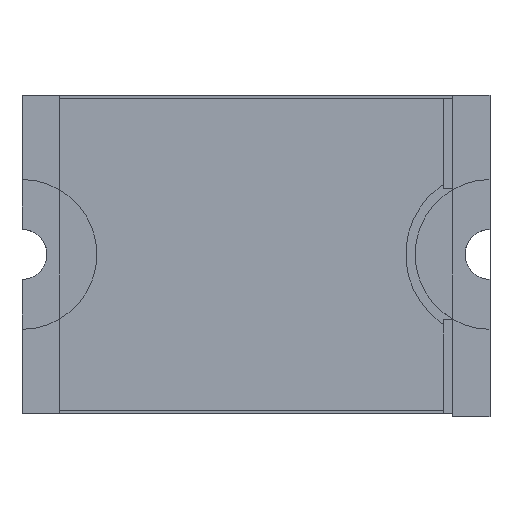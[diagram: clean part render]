
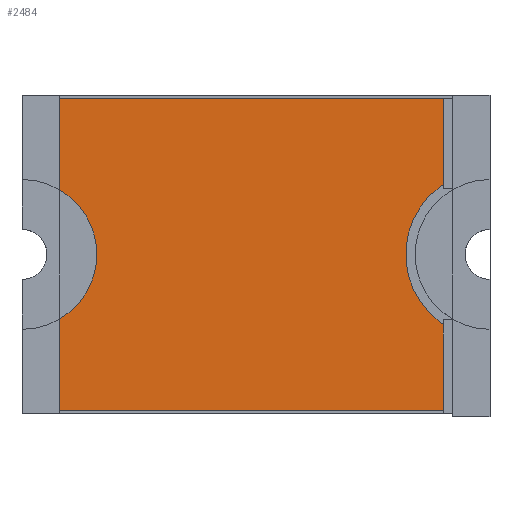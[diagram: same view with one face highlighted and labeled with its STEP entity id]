
A CAD part, top view. The second image highlights one B-rep face of the part: STEP entity #2484.
In plain terms, the highlighted planar face has unit normal (0, 0, 1).
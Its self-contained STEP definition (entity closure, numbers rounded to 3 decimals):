
#2295 = VERTEX_POINT('',#2296);
#2296 = CARTESIAN_POINT('',(-3.15,-2.5,0.885));
#2303 = PLANE('',#2304);
#2304 = AXIS2_PLACEMENT_3D('',#2305,#2306,#2307);
#2305 = CARTESIAN_POINT('',(-3.15,-2.5,0.88));
#2306 = DIRECTION('',(1.,0.,0.));
#2307 = DIRECTION('',(0.,0.,1.));
#2315 = PLANE('',#2316);
#2316 = AXIS2_PLACEMENT_3D('',#2317,#2318,#2319);
#2317 = CARTESIAN_POINT('',(-3.15,-2.5,0.88));
#2318 = DIRECTION('',(0.,1.,0.));
#2319 = DIRECTION('',(0.,0.,1.));
#2356 = VERTEX_POINT('',#2357);
#2357 = CARTESIAN_POINT('',(-3.15,2.5,0.885));
#2371 = PLANE('',#2372);
#2372 = AXIS2_PLACEMENT_3D('',#2373,#2374,#2375);
#2373 = CARTESIAN_POINT('',(-3.15,2.5,0.88));
#2374 = DIRECTION('',(0.,1.,0.));
#2375 = DIRECTION('',(0.,0.,1.));
#2383 = EDGE_CURVE('',#2295,#2356,#2384,.T.);
#2384 = SURFACE_CURVE('',#2385,(#2389,#2396),.PCURVE_S1.);
#2385 = LINE('',#2386,#2387);
#2386 = CARTESIAN_POINT('',(-3.15,-2.5,0.885));
#2387 = VECTOR('',#2388,1.);
#2388 = DIRECTION('',(0.,1.,0.));
#2389 = PCURVE('',#2303,#2390);
#2390 = DEFINITIONAL_REPRESENTATION('',(#2391),#2395);
#2391 = LINE('',#2392,#2393);
#2392 = CARTESIAN_POINT('',(0.005,0.));
#2393 = VECTOR('',#2394,1.);
#2394 = DIRECTION('',(0.,-1.));
#2395 = ( GEOMETRIC_REPRESENTATION_CONTEXT(2) 
PARAMETRIC_REPRESENTATION_CONTEXT() REPRESENTATION_CONTEXT('2D SPACE',''
  ) );
#2396 = PCURVE('',#2397,#2402);
#2397 = PLANE('',#2398);
#2398 = AXIS2_PLACEMENT_3D('',#2399,#2400,#2401);
#2399 = CARTESIAN_POINT('',(-3.15,-2.5,0.885));
#2400 = DIRECTION('',(0.,0.,1.));
#2401 = DIRECTION('',(1.,0.,0.));
#2402 = DEFINITIONAL_REPRESENTATION('',(#2403),#2407);
#2403 = LINE('',#2404,#2405);
#2404 = CARTESIAN_POINT('',(0.,0.));
#2405 = VECTOR('',#2406,1.);
#2406 = DIRECTION('',(0.,1.));
#2407 = ( GEOMETRIC_REPRESENTATION_CONTEXT(2) 
PARAMETRIC_REPRESENTATION_CONTEXT() REPRESENTATION_CONTEXT('2D SPACE',''
  ) );
#2436 = EDGE_CURVE('',#2295,#2437,#2439,.T.);
#2437 = VERTEX_POINT('',#2438);
#2438 = CARTESIAN_POINT('',(3.15,-2.5,0.885));
#2439 = SURFACE_CURVE('',#2440,(#2444,#2451),.PCURVE_S1.);
#2440 = LINE('',#2441,#2442);
#2441 = CARTESIAN_POINT('',(-3.15,-2.5,0.885));
#2442 = VECTOR('',#2443,1.);
#2443 = DIRECTION('',(1.,0.,0.));
#2444 = PCURVE('',#2315,#2445);
#2445 = DEFINITIONAL_REPRESENTATION('',(#2446),#2450);
#2446 = LINE('',#2447,#2448);
#2447 = CARTESIAN_POINT('',(0.005,0.));
#2448 = VECTOR('',#2449,1.);
#2449 = DIRECTION('',(0.,1.));
#2450 = ( GEOMETRIC_REPRESENTATION_CONTEXT(2) 
PARAMETRIC_REPRESENTATION_CONTEXT() REPRESENTATION_CONTEXT('2D SPACE',''
  ) );
#2451 = PCURVE('',#2397,#2452);
#2452 = DEFINITIONAL_REPRESENTATION('',(#2453),#2457);
#2453 = LINE('',#2454,#2455);
#2454 = CARTESIAN_POINT('',(0.,0.));
#2455 = VECTOR('',#2456,1.);
#2456 = DIRECTION('',(1.,0.));
#2457 = ( GEOMETRIC_REPRESENTATION_CONTEXT(2) 
PARAMETRIC_REPRESENTATION_CONTEXT() REPRESENTATION_CONTEXT('2D SPACE',''
  ) );
#2473 = PLANE('',#2474);
#2474 = AXIS2_PLACEMENT_3D('',#2475,#2476,#2477);
#2475 = CARTESIAN_POINT('',(3.15,-2.5,0.88));
#2476 = DIRECTION('',(1.,0.,0.));
#2477 = DIRECTION('',(0.,0.,1.));
#2484 = ADVANCED_FACE('',(#2485),#2397,.T.);
#2485 = FACE_BOUND('',#2486,.T.);
#2486 = EDGE_LOOP('',(#2487,#2510,#2511,#2512,#2535,#2568));
#2487 = ORIENTED_EDGE('',*,*,#2488,.F.);
#2488 = EDGE_CURVE('',#2356,#2489,#2491,.T.);
#2489 = VERTEX_POINT('',#2490);
#2490 = CARTESIAN_POINT('',(3.15,2.5,0.885));
#2491 = SURFACE_CURVE('',#2492,(#2496,#2503),.PCURVE_S1.);
#2492 = LINE('',#2493,#2494);
#2493 = CARTESIAN_POINT('',(-3.15,2.5,0.885));
#2494 = VECTOR('',#2495,1.);
#2495 = DIRECTION('',(1.,0.,0.));
#2496 = PCURVE('',#2397,#2497);
#2497 = DEFINITIONAL_REPRESENTATION('',(#2498),#2502);
#2498 = LINE('',#2499,#2500);
#2499 = CARTESIAN_POINT('',(0.,5.));
#2500 = VECTOR('',#2501,1.);
#2501 = DIRECTION('',(1.,0.));
#2502 = ( GEOMETRIC_REPRESENTATION_CONTEXT(2) 
PARAMETRIC_REPRESENTATION_CONTEXT() REPRESENTATION_CONTEXT('2D SPACE',''
  ) );
#2503 = PCURVE('',#2371,#2504);
#2504 = DEFINITIONAL_REPRESENTATION('',(#2505),#2509);
#2505 = LINE('',#2506,#2507);
#2506 = CARTESIAN_POINT('',(0.005,0.));
#2507 = VECTOR('',#2508,1.);
#2508 = DIRECTION('',(0.,1.));
#2509 = ( GEOMETRIC_REPRESENTATION_CONTEXT(2) 
PARAMETRIC_REPRESENTATION_CONTEXT() REPRESENTATION_CONTEXT('2D SPACE',''
  ) );
#2510 = ORIENTED_EDGE('',*,*,#2383,.F.);
#2511 = ORIENTED_EDGE('',*,*,#2436,.T.);
#2512 = ORIENTED_EDGE('',*,*,#2513,.T.);
#2513 = EDGE_CURVE('',#2437,#2514,#2516,.T.);
#2514 = VERTEX_POINT('',#2515);
#2515 = CARTESIAN_POINT('',(3.15,-1.209,0.885));
#2516 = SURFACE_CURVE('',#2517,(#2521,#2528),.PCURVE_S1.);
#2517 = LINE('',#2518,#2519);
#2518 = CARTESIAN_POINT('',(3.15,-2.5,0.885));
#2519 = VECTOR('',#2520,1.);
#2520 = DIRECTION('',(0.,1.,0.));
#2521 = PCURVE('',#2397,#2522);
#2522 = DEFINITIONAL_REPRESENTATION('',(#2523),#2527);
#2523 = LINE('',#2524,#2525);
#2524 = CARTESIAN_POINT('',(6.3,0.));
#2525 = VECTOR('',#2526,1.);
#2526 = DIRECTION('',(0.,1.));
#2527 = ( GEOMETRIC_REPRESENTATION_CONTEXT(2) 
PARAMETRIC_REPRESENTATION_CONTEXT() REPRESENTATION_CONTEXT('2D SPACE',''
  ) );
#2528 = PCURVE('',#2473,#2529);
#2529 = DEFINITIONAL_REPRESENTATION('',(#2530),#2534);
#2530 = LINE('',#2531,#2532);
#2531 = CARTESIAN_POINT('',(0.005,0.));
#2532 = VECTOR('',#2533,1.);
#2533 = DIRECTION('',(0.,-1.));
#2534 = ( GEOMETRIC_REPRESENTATION_CONTEXT(2) 
PARAMETRIC_REPRESENTATION_CONTEXT() REPRESENTATION_CONTEXT('2D SPACE',''
  ) );
#2535 = ORIENTED_EDGE('',*,*,#2536,.T.);
#2536 = EDGE_CURVE('',#2514,#2537,#2539,.T.);
#2537 = VERTEX_POINT('',#2538);
#2538 = CARTESIAN_POINT('',(3.15,1.209,0.885));
#2539 = SURFACE_CURVE('',#2540,(#2545,#2556),.PCURVE_S1.);
#2540 = CIRCLE('',#2541,1.35);
#2541 = AXIS2_PLACEMENT_3D('',#2542,#2543,#2544);
#2542 = CARTESIAN_POINT('',(3.75,0.,0.885));
#2543 = DIRECTION('',(0.,0.,-1.));
#2544 = DIRECTION('',(1.,0.,0.));
#2545 = PCURVE('',#2397,#2546);
#2546 = DEFINITIONAL_REPRESENTATION('',(#2547),#2555);
#2547 = ( BOUNDED_CURVE() B_SPLINE_CURVE(2,(#2548,#2549,#2550,#2551,
#2552,#2553,#2554),.UNSPECIFIED.,.F.,.F.) B_SPLINE_CURVE_WITH_KNOTS((1,2
    ,2,2,2,1),(-2.094,0.,2.094,4.189,
6.283,8.378),.UNSPECIFIED.) CURVE() 
GEOMETRIC_REPRESENTATION_ITEM() RATIONAL_B_SPLINE_CURVE((1.,0.5,1.,0.5,
1.,0.5,1.)) REPRESENTATION_ITEM('') );
#2548 = CARTESIAN_POINT('',(8.25,2.5));
#2549 = CARTESIAN_POINT('',(8.25,0.162));
#2550 = CARTESIAN_POINT('',(6.225,1.331));
#2551 = CARTESIAN_POINT('',(4.2,2.5));
#2552 = CARTESIAN_POINT('',(6.225,3.669));
#2553 = CARTESIAN_POINT('',(8.25,4.838));
#2554 = CARTESIAN_POINT('',(8.25,2.5));
#2555 = ( GEOMETRIC_REPRESENTATION_CONTEXT(2) 
PARAMETRIC_REPRESENTATION_CONTEXT() REPRESENTATION_CONTEXT('2D SPACE',''
  ) );
#2556 = PCURVE('',#2557,#2562);
#2557 = CYLINDRICAL_SURFACE('',#2558,1.35);
#2558 = AXIS2_PLACEMENT_3D('',#2559,#2560,#2561);
#2559 = CARTESIAN_POINT('',(3.75,0.,0.));
#2560 = DIRECTION('',(-0.,-0.,-1.));
#2561 = DIRECTION('',(1.,0.,0.));
#2562 = DEFINITIONAL_REPRESENTATION('',(#2563),#2567);
#2563 = LINE('',#2564,#2565);
#2564 = CARTESIAN_POINT('',(-6.283,-0.885));
#2565 = VECTOR('',#2566,1.);
#2566 = DIRECTION('',(1.,-0.));
#2567 = ( GEOMETRIC_REPRESENTATION_CONTEXT(2) 
PARAMETRIC_REPRESENTATION_CONTEXT() REPRESENTATION_CONTEXT('2D SPACE',''
  ) );
#2568 = ORIENTED_EDGE('',*,*,#2569,.T.);
#2569 = EDGE_CURVE('',#2537,#2489,#2570,.T.);
#2570 = SURFACE_CURVE('',#2571,(#2575,#2582),.PCURVE_S1.);
#2571 = LINE('',#2572,#2573);
#2572 = CARTESIAN_POINT('',(3.15,-2.5,0.885));
#2573 = VECTOR('',#2574,1.);
#2574 = DIRECTION('',(0.,1.,0.));
#2575 = PCURVE('',#2397,#2576);
#2576 = DEFINITIONAL_REPRESENTATION('',(#2577),#2581);
#2577 = LINE('',#2578,#2579);
#2578 = CARTESIAN_POINT('',(6.3,0.));
#2579 = VECTOR('',#2580,1.);
#2580 = DIRECTION('',(0.,1.));
#2581 = ( GEOMETRIC_REPRESENTATION_CONTEXT(2) 
PARAMETRIC_REPRESENTATION_CONTEXT() REPRESENTATION_CONTEXT('2D SPACE',''
  ) );
#2582 = PCURVE('',#2583,#2588);
#2583 = PLANE('',#2584);
#2584 = AXIS2_PLACEMENT_3D('',#2585,#2586,#2587);
#2585 = CARTESIAN_POINT('',(3.15,-2.5,0.88));
#2586 = DIRECTION('',(1.,0.,0.));
#2587 = DIRECTION('',(0.,0.,1.));
#2588 = DEFINITIONAL_REPRESENTATION('',(#2589),#2593);
#2589 = LINE('',#2590,#2591);
#2590 = CARTESIAN_POINT('',(0.005,0.));
#2591 = VECTOR('',#2592,1.);
#2592 = DIRECTION('',(0.,-1.));
#2593 = ( GEOMETRIC_REPRESENTATION_CONTEXT(2) 
PARAMETRIC_REPRESENTATION_CONTEXT() REPRESENTATION_CONTEXT('2D SPACE',''
  ) );
